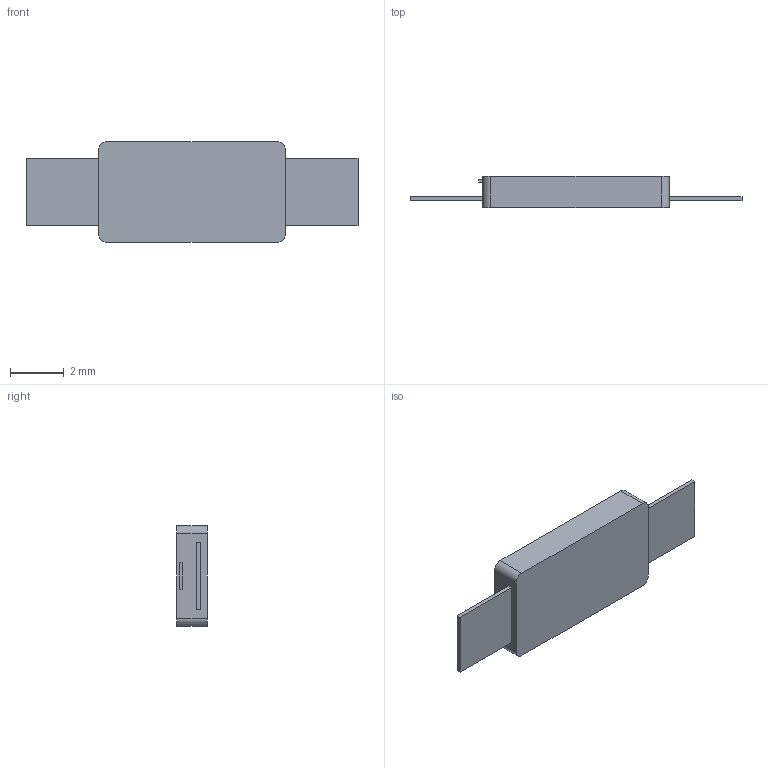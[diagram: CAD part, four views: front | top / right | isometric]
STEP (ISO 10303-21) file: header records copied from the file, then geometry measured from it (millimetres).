
FILE_DESCRIPTION (( 'STEP AP214' ), '1' );
FILE_NAME ('ACŠOŒ`ƒ‚ƒfƒ‹.STEP', '2017-05-26T06:55:36', ( '' ), ( '' ), 'SwSTEP 2.0', 'SolidWorks 2016', '' );
FILE_SCHEMA (( 'AUTOMOTIVE_DESIGN' ));
Length unit declared in the file: millimetre
Products named in the file (1): AC外形モデル
Bounding box: 12.35 x 1.15 x 3.75 mm (x, y, z)
Volume: 31.9 mm3; surface area: 106.4 mm2
Topology: 3 solids, 3 shells, 27 faces, 60 edges, 40 vertices
Faces by surface type: plane 23, cylinder 4
Entity records: 981 total; most frequent: CARTESIAN_POINT 128, DIRECTION 124, ORIENTED_EDGE 120, EDGE_CURVE 60, VECTOR 52, LINE 52, VERTEX_POINT 40, AXIS2_PLACEMENT_3D 36
